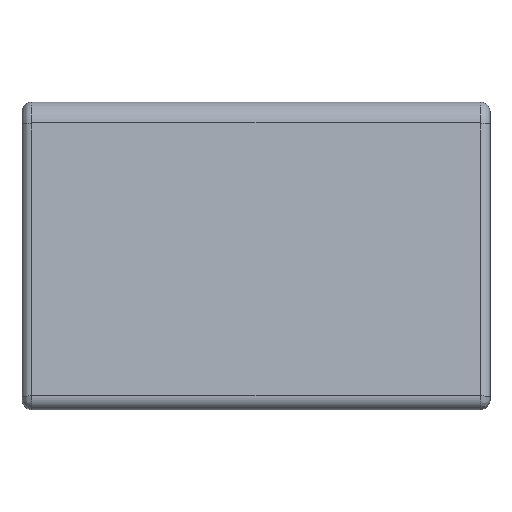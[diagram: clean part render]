
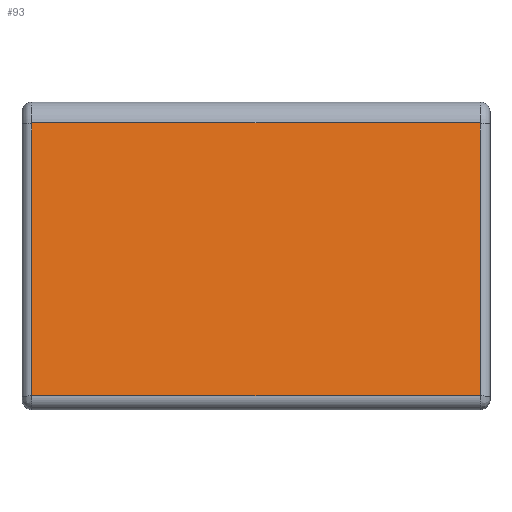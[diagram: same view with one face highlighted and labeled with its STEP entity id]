
A CAD part, front view. The second image highlights one B-rep face of the part: STEP entity #93.
In plain terms, the highlighted planar face has unit normal (0, -0.989, 0.147).
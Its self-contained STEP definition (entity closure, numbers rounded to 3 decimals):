
#93 = ADVANCED_FACE( '', ( #151 ), #152, .T. );
#151 = FACE_OUTER_BOUND( '', #479, .T. );
#152 = PLANE( '', #480 );
#479 = EDGE_LOOP( '', ( #907, #908, #909, #910 ) );
#480 = AXIS2_PLACEMENT_3D( '', #911, #912, #913 );
#907 = ORIENTED_EDGE( '', *, *, #1120, .T. );
#908 = ORIENTED_EDGE( '', *, *, #1121, .T. );
#909 = ORIENTED_EDGE( '', *, *, #1122, .T. );
#910 = ORIENTED_EDGE( '', *, *, #1085, .T. );
#911 = CARTESIAN_POINT( '', ( 95., -0.364, 202.178 ) );
#912 = DIRECTION( '', ( 0., -0.989, 0.147 ) );
#913 = DIRECTION( '', ( 0., -0.147, -0.989 ) );
#1085 = EDGE_CURVE( '', #1204, #1201, #1205, .T. );
#1120 = EDGE_CURVE( '', #1201, #1259, #1260, .T. );
#1121 = EDGE_CURVE( '', #1259, #1261, #1262, .F. );
#1122 = EDGE_CURVE( '', #1261, #1204, #1263, .F. );
#1201 = VERTEX_POINT( '', #1451 );
#1204 = VERTEX_POINT( '', #1454 );
#1205 = LINE( '', #1455, #1456 );
#1259 = VERTEX_POINT( '', #1560 );
#1260 = LINE( '', #1561, #1562 );
#1261 = VERTEX_POINT( '', #1563 );
#1262 = LINE( '', #1564, #1565 );
#1263 = LINE( '', #1566, #1567 );
#1451 = CARTESIAN_POINT( '', ( 91., -6.95, 157.887 ) );
#1454 = CARTESIAN_POINT( '', ( 91., -23.424, 47.103 ) );
#1455 = CARTESIAN_POINT( '', ( 91., -0.364, 202.178 ) );
#1456 = VECTOR( '', #1699, 1000. );
#1560 = CARTESIAN_POINT( '', ( -91., -6.95, 157.887 ) );
#1561 = CARTESIAN_POINT( '', ( 95., -6.95, 157.887 ) );
#1562 = VECTOR( '', #1763, 1000. );
#1563 = CARTESIAN_POINT( '', ( -91., -23.424, 47.103 ) );
#1564 = CARTESIAN_POINT( '', ( -91., -23.424, 47.103 ) );
#1565 = VECTOR( '', #1764, 1000. );
#1566 = CARTESIAN_POINT( '', ( 95., -23.424, 47.103 ) );
#1567 = VECTOR( '', #1765, 1000. );
#1699 = DIRECTION( '', ( 0., 0.147, 0.989 ) );
#1763 = DIRECTION( '', ( -1., 0., 0. ) );
#1764 = DIRECTION( '', ( 0., 0.147, 0.989 ) );
#1765 = DIRECTION( '', ( -1., 0., 0. ) );
